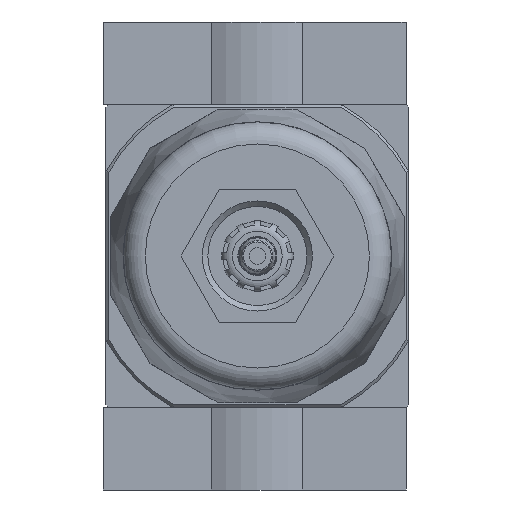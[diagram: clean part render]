
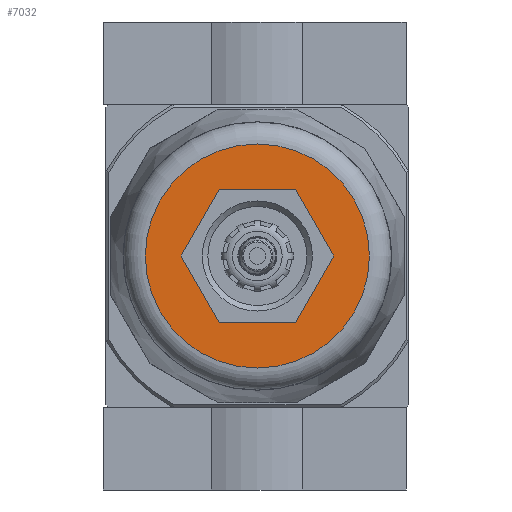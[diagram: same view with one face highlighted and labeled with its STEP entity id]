
A CAD part, front view. The second image highlights one B-rep face of the part: STEP entity #7032.
In plain terms, the highlighted planar face has unit normal (0, -1, 0).
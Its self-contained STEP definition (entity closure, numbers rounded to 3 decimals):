
#236=LINE('',#10381,#663);
#237=LINE('',#10384,#664);
#238=LINE('',#10386,#665);
#239=LINE('',#10388,#666);
#240=LINE('',#10390,#667);
#241=LINE('',#10392,#668);
#663=VECTOR('',#8221,1000.);
#664=VECTOR('',#8222,1000.);
#665=VECTOR('',#8223,1000.);
#666=VECTOR('',#8224,1000.);
#667=VECTOR('',#8225,1000.);
#668=VECTOR('',#8226,1000.);
#1064=PLANE('',#7453);
#1555=ORIENTED_EDGE('',*,*,#3182,.T.);
#1556=ORIENTED_EDGE('',*,*,#3183,.T.);
#1557=ORIENTED_EDGE('',*,*,#3184,.T.);
#1558=ORIENTED_EDGE('',*,*,#3185,.T.);
#1559=ORIENTED_EDGE('',*,*,#3186,.T.);
#1560=ORIENTED_EDGE('',*,*,#3187,.T.);
#1561=ORIENTED_EDGE('',*,*,#3188,.T.);
#3182=EDGE_CURVE('',#3996,#3996,#4518,.T.);
#3183=EDGE_CURVE('',#3997,#3998,#236,.T.);
#3184=EDGE_CURVE('',#3998,#3999,#237,.T.);
#3185=EDGE_CURVE('',#3999,#4000,#238,.T.);
#3186=EDGE_CURVE('',#4000,#4001,#239,.T.);
#3187=EDGE_CURVE('',#4001,#4002,#240,.T.);
#3188=EDGE_CURVE('',#4002,#3997,#241,.T.);
#3996=VERTEX_POINT('',#10379);
#3997=VERTEX_POINT('',#10382);
#3998=VERTEX_POINT('',#10383);
#3999=VERTEX_POINT('',#10385);
#4000=VERTEX_POINT('',#10387);
#4001=VERTEX_POINT('',#10389);
#4002=VERTEX_POINT('',#10391);
#4518=CIRCLE('',#7452,20.35);
#4829=EDGE_LOOP('',(#1555));
#4830=EDGE_LOOP('',(#1556,#1557,#1558,#1559,#1560,#1561));
#5332=FACE_BOUND('',#4829,.T.);
#5333=FACE_BOUND('',#4830,.T.);
#7032=ADVANCED_FACE('',(#5332,#5333),#1064,.F.);
#7452=AXIS2_PLACEMENT_3D('',#10378,#8217,#8218);
#7453=AXIS2_PLACEMENT_3D('',#10380,#8219,#8220);
#8217=DIRECTION('',(0.,-1.,0.));
#8218=DIRECTION('',(0.,0.,-1.));
#8219=DIRECTION('',(0.,1.,0.));
#8220=DIRECTION('',(0.,0.,1.));
#8221=DIRECTION('',(0.,0.,1.));
#8222=DIRECTION('',(0.866,0.,0.5));
#8223=DIRECTION('',(0.866,0.,-0.5));
#8224=DIRECTION('',(0.,0.,-1.));
#8225=DIRECTION('',(-0.866,0.,-0.5));
#8226=DIRECTION('',(-0.866,0.,0.5));
#10378=CARTESIAN_POINT('',(0.,-145.7,0.));
#10379=CARTESIAN_POINT('',(0.,-145.7,-20.35));
#10380=CARTESIAN_POINT('',(20.35,-145.7,0.));
#10381=CARTESIAN_POINT('',(-12.,-145.7,-6.928));
#10382=CARTESIAN_POINT('',(-12.,-145.7,-6.928));
#10383=CARTESIAN_POINT('',(-12.,-145.7,6.928));
#10384=CARTESIAN_POINT('',(-12.,-145.7,6.928));
#10385=CARTESIAN_POINT('',(0.,-145.7,13.856));
#10386=CARTESIAN_POINT('',(0.,-145.7,13.856));
#10387=CARTESIAN_POINT('',(12.,-145.7,6.928));
#10388=CARTESIAN_POINT('',(12.,-145.7,6.928));
#10389=CARTESIAN_POINT('',(12.,-145.7,-6.928));
#10390=CARTESIAN_POINT('',(12.,-145.7,-6.928));
#10391=CARTESIAN_POINT('',(0.,-145.7,-13.856));
#10392=CARTESIAN_POINT('',(0.,-145.7,-13.856));
